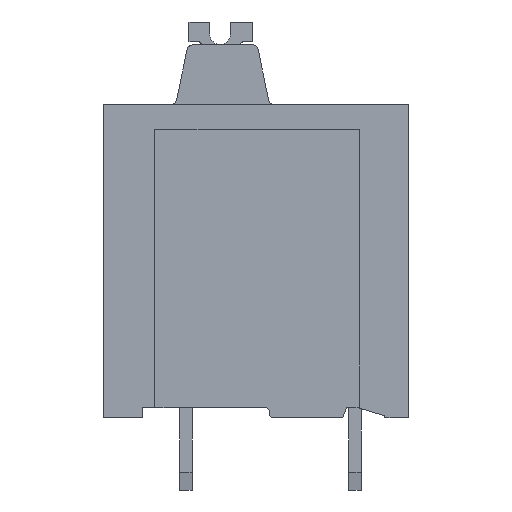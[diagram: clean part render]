
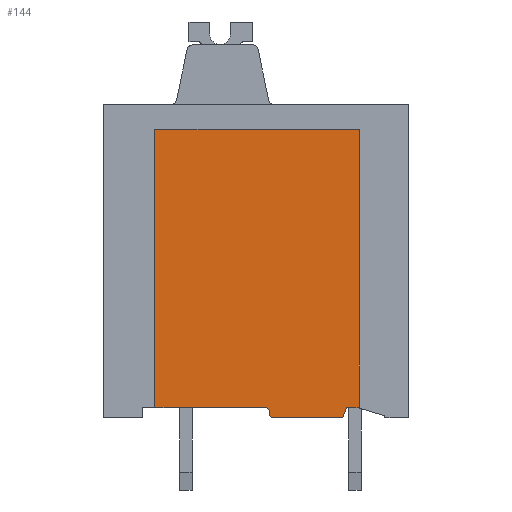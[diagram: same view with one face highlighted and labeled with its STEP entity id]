
A CAD part, left-side view. The second image highlights one B-rep face of the part: STEP entity #144.
In plain terms, the highlighted planar face has unit normal (-1, 0, 0).
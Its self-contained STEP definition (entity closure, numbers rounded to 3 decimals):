
#34=AXIS2_PLACEMENT_3D('Plane Axis2P3D',#31,#32,#33) ;
#31=CARTESIAN_POINT('Axis2P3D Location',(1.1,2.4,0.)) ;
#36=CARTESIAN_POINT('Line Origine',(1.1,9.625,4.)) ;
#40=CARTESIAN_POINT('Vertex',(1.1,12.3,4.)) ;
#42=CARTESIAN_POINT('Vertex',(1.1,6.95,4.)) ;
#46=CARTESIAN_POINT('Control Point',(1.1,6.75,3.8)) ;
#47=CARTESIAN_POINT('Control Point',(1.1,6.75,3.825)) ;
#48=CARTESIAN_POINT('Control Point',(1.1,6.754,3.85)) ;
#49=CARTESIAN_POINT('Control Point',(1.1,6.762,3.875)) ;
#50=CARTESIAN_POINT('Control Point',(1.1,6.785,3.92)) ;
#51=CARTESIAN_POINT('Control Point',(1.1,6.821,3.956)) ;
#52=CARTESIAN_POINT('Control Point',(1.1,6.843,3.971)) ;
#53=CARTESIAN_POINT('Control Point',(1.1,6.876,3.988)) ;
#54=CARTESIAN_POINT('Control Point',(1.1,6.913,3.997)) ;
#55=CARTESIAN_POINT('Control Point',(1.1,6.925,3.999)) ;
#56=CARTESIAN_POINT('Control Point',(1.1,6.938,4.)) ;
#57=CARTESIAN_POINT('Control Point',(1.1,6.95,4.)) ;
#58=CARTESIAN_POINT('Vertex',(1.1,6.75,3.8)) ;
#61=CARTESIAN_POINT('Line Origine',(1.1,6.75,3.75)) ;
#65=CARTESIAN_POINT('Vertex',(1.1,6.75,3.7)) ;
#69=CARTESIAN_POINT('Control Point',(1.1,6.75,3.7)) ;
#70=CARTESIAN_POINT('Control Point',(1.1,6.75,3.675)) ;
#71=CARTESIAN_POINT('Control Point',(1.1,6.746,3.65)) ;
#72=CARTESIAN_POINT('Control Point',(1.1,6.738,3.625)) ;
#73=CARTESIAN_POINT('Control Point',(1.1,6.715,3.58)) ;
#74=CARTESIAN_POINT('Control Point',(1.1,6.679,3.544)) ;
#75=CARTESIAN_POINT('Control Point',(1.1,6.657,3.529)) ;
#76=CARTESIAN_POINT('Control Point',(1.1,6.624,3.512)) ;
#77=CARTESIAN_POINT('Control Point',(1.1,6.587,3.503)) ;
#78=CARTESIAN_POINT('Control Point',(1.1,6.575,3.501)) ;
#79=CARTESIAN_POINT('Control Point',(1.1,6.562,3.5)) ;
#80=CARTESIAN_POINT('Control Point',(1.1,6.55,3.5)) ;
#81=CARTESIAN_POINT('Vertex',(1.1,6.55,3.5)) ;
#84=CARTESIAN_POINT('Line Origine',(1.1,4.875,3.5)) ;
#88=CARTESIAN_POINT('Vertex',(1.1,3.2,3.5)) ;
#91=CARTESIAN_POINT('Line Origine',(1.1,3.1,3.75)) ;
#95=CARTESIAN_POINT('Vertex',(1.1,3.,4.)) ;
#98=CARTESIAN_POINT('Line Origine',(1.1,2.75,4.)) ;
#102=CARTESIAN_POINT('Vertex',(1.1,2.5,4.)) ;
#105=CARTESIAN_POINT('Line Origine',(1.1,2.45,3.985)) ;
#109=CARTESIAN_POINT('Vertex',(1.1,2.4,3.97)) ;
#112=CARTESIAN_POINT('Line Origine',(1.1,2.4,10.735)) ;
#116=CARTESIAN_POINT('Vertex',(1.1,2.4,17.5)) ;
#119=CARTESIAN_POINT('Line Origine',(1.1,7.35,17.5)) ;
#123=CARTESIAN_POINT('Vertex',(1.1,12.3,17.5)) ;
#126=CARTESIAN_POINT('Line Origine',(1.1,12.3,10.75)) ;
#32=DIRECTION('Axis2P3D Direction',(1.,0.,0.)) ;
#33=DIRECTION('Axis2P3D XDirection',(0.,1.,0.)) ;
#37=DIRECTION('Vector Direction',(0.,-1.,0.)) ;
#62=DIRECTION('Vector Direction',(0.,0.,1.)) ;
#85=DIRECTION('Vector Direction',(0.,1.,0.)) ;
#92=DIRECTION('Vector Direction',(0.,0.371,-0.928)) ;
#99=DIRECTION('Vector Direction',(0.,1.,0.)) ;
#106=DIRECTION('Vector Direction',(0.,0.959,0.284)) ;
#113=DIRECTION('Vector Direction',(0.,0.,1.)) ;
#120=DIRECTION('Vector Direction',(0.,1.,0.)) ;
#127=DIRECTION('Vector Direction',(0.,0.,1.)) ;
#38=VECTOR('Line Direction',#37,1.) ;
#63=VECTOR('Line Direction',#62,1.) ;
#86=VECTOR('Line Direction',#85,1.) ;
#93=VECTOR('Line Direction',#92,1.) ;
#100=VECTOR('Line Direction',#99,1.) ;
#107=VECTOR('Line Direction',#106,1.) ;
#114=VECTOR('Line Direction',#113,1.) ;
#121=VECTOR('Line Direction',#120,1.) ;
#128=VECTOR('Line Direction',#127,1.) ;
#132=ORIENTED_EDGE('',*,*,#44,.T.) ;
#133=ORIENTED_EDGE('',*,*,#60,.T.) ;
#134=ORIENTED_EDGE('',*,*,#67,.F.) ;
#135=ORIENTED_EDGE('',*,*,#83,.F.) ;
#136=ORIENTED_EDGE('',*,*,#90,.F.) ;
#137=ORIENTED_EDGE('',*,*,#97,.F.) ;
#138=ORIENTED_EDGE('',*,*,#104,.F.) ;
#139=ORIENTED_EDGE('',*,*,#111,.F.) ;
#140=ORIENTED_EDGE('',*,*,#118,.T.) ;
#141=ORIENTED_EDGE('',*,*,#125,.T.) ;
#142=ORIENTED_EDGE('',*,*,#130,.F.) ;
#144=ADVANCED_FACE('left',(#143),#35,.F.) ;
#45=B_SPLINE_CURVE_WITH_KNOTS('',5,(#46,#47,#48,#49,#50,#51,#52,#53,#54,#55,#56,#57),.UNSPECIFIED.,.F.,.U.,(6,3,3,6),(0.,0.177,0.354,0.443),.UNSPECIFIED.) ;
#68=B_SPLINE_CURVE_WITH_KNOTS('',5,(#69,#70,#71,#72,#73,#74,#75,#76,#77,#78,#79,#80),.UNSPECIFIED.,.F.,.U.,(6,3,3,6),(0.,0.177,0.354,0.443),.UNSPECIFIED.) ;
#44=EDGE_CURVE('',#41,#43,#39,.T.) ;
#60=EDGE_CURVE('',#43,#59,#45,.F.) ;
#67=EDGE_CURVE('',#66,#59,#64,.T.) ;
#83=EDGE_CURVE('',#82,#66,#68,.F.) ;
#90=EDGE_CURVE('',#89,#82,#87,.T.) ;
#97=EDGE_CURVE('',#96,#89,#94,.T.) ;
#104=EDGE_CURVE('',#103,#96,#101,.T.) ;
#111=EDGE_CURVE('',#110,#103,#108,.T.) ;
#118=EDGE_CURVE('',#110,#117,#115,.T.) ;
#125=EDGE_CURVE('',#117,#124,#122,.T.) ;
#130=EDGE_CURVE('',#41,#124,#129,.T.) ;
#131=EDGE_LOOP('',(#132,#133,#134,#135,#136,#137,#138,#139,#140,#141,#142)) ;
#143=FACE_OUTER_BOUND('',#131,.T.) ;
#39=LINE('Line',#36,#38) ;
#64=LINE('Line',#61,#63) ;
#87=LINE('Line',#84,#86) ;
#94=LINE('Line',#91,#93) ;
#101=LINE('Line',#98,#100) ;
#108=LINE('Line',#105,#107) ;
#115=LINE('Line',#112,#114) ;
#122=LINE('Line',#119,#121) ;
#129=LINE('Line',#126,#128) ;
#35=PLANE('',#34) ;
#41=VERTEX_POINT('',#40) ;
#43=VERTEX_POINT('',#42) ;
#59=VERTEX_POINT('',#58) ;
#66=VERTEX_POINT('',#65) ;
#82=VERTEX_POINT('',#81) ;
#89=VERTEX_POINT('',#88) ;
#96=VERTEX_POINT('',#95) ;
#103=VERTEX_POINT('',#102) ;
#110=VERTEX_POINT('',#109) ;
#117=VERTEX_POINT('',#116) ;
#124=VERTEX_POINT('',#123) ;
